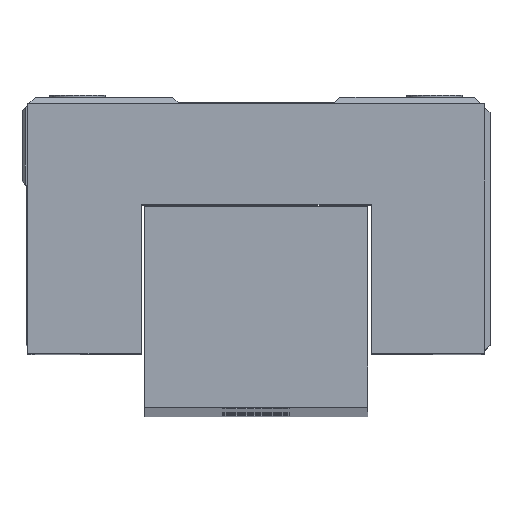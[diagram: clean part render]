
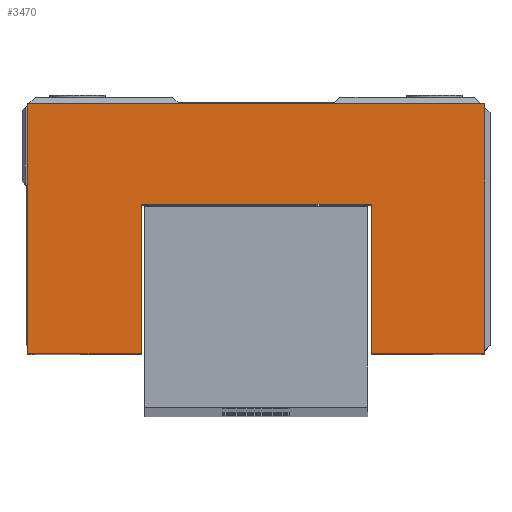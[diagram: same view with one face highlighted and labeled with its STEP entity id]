
A CAD part, top view. The second image highlights one B-rep face of the part: STEP entity #3470.
In plain terms, the highlighted planar face has unit normal (0, 0, 1).
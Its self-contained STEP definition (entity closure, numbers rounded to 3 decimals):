
#2064=DIRECTION('',(0.,-1.,0.));
#2065=VECTOR('',#2064,22.4);
#2066=CARTESIAN_POINT('',(-20.5,12.9,33.9));
#2067=LINE('',#2066,#2065);
#2068=DIRECTION('',(-1.,0.,0.));
#2069=VECTOR('',#2068,41.);
#2070=CARTESIAN_POINT('',(20.5,12.9,33.9));
#2071=LINE('',#2070,#2069);
#2072=DIRECTION('',(0.,1.,0.));
#2073=VECTOR('',#2072,22.4);
#2074=CARTESIAN_POINT('',(20.5,-9.5,33.9));
#2075=LINE('',#2074,#2073);
#2076=DIRECTION('',(1.,0.,0.));
#2077=VECTOR('',#2076,10.2);
#2078=CARTESIAN_POINT('',(10.3,-9.5,33.9));
#2079=LINE('',#2078,#2077);
#2080=DIRECTION('',(0.,-1.,0.));
#2081=VECTOR('',#2080,13.4);
#2082=CARTESIAN_POINT('',(10.3,3.9,33.9));
#2083=LINE('',#2082,#2081);
#2084=DIRECTION('',(1.,0.,0.));
#2085=VECTOR('',#2084,20.6);
#2086=CARTESIAN_POINT('',(-10.3,3.9,33.9));
#2087=LINE('',#2086,#2085);
#2088=DIRECTION('',(0.,1.,0.));
#2089=VECTOR('',#2088,13.4);
#2090=CARTESIAN_POINT('',(-10.3,-9.5,33.9));
#2091=LINE('',#2090,#2089);
#2092=DIRECTION('',(1.,0.,0.));
#2093=VECTOR('',#2092,10.2);
#2094=CARTESIAN_POINT('',(-20.5,-9.5,33.9));
#2095=LINE('',#2094,#2093);
#2524=CARTESIAN_POINT('',(-20.5,12.9,33.9));
#2525=CARTESIAN_POINT('',(-20.5,-9.5,33.9));
#2526=VERTEX_POINT('',#2524);
#2527=VERTEX_POINT('',#2525);
#2528=CARTESIAN_POINT('',(-10.3,-9.5,33.9));
#2529=VERTEX_POINT('',#2528);
#2530=CARTESIAN_POINT('',(-10.3,3.9,33.9));
#2531=VERTEX_POINT('',#2530);
#2532=CARTESIAN_POINT('',(10.3,3.9,33.9));
#2533=CARTESIAN_POINT('',(10.3,-9.5,33.9));
#2534=VERTEX_POINT('',#2532);
#2535=VERTEX_POINT('',#2533);
#2536=CARTESIAN_POINT('',(20.5,-9.5,33.9));
#2537=VERTEX_POINT('',#2536);
#2538=CARTESIAN_POINT('',(20.5,12.9,33.9));
#2539=VERTEX_POINT('',#2538);
#3453=CARTESIAN_POINT('',(0.,0.,33.9));
#3454=DIRECTION('',(0.,0.,1.));
#3455=DIRECTION('',(1.,0.,0.));
#3456=AXIS2_PLACEMENT_3D('',#3453,#3454,#3455);
#3457=PLANE('',#3456);
#3458=ORIENTED_EDGE('',*,*,#2916,.F.);
#3459=ORIENTED_EDGE('',*,*,#3036,.F.);
#3461=ORIENTED_EDGE('',*,*,#3460,.F.);
#3462=ORIENTED_EDGE('',*,*,#3359,.F.);
#3463=ORIENTED_EDGE('',*,*,#3296,.F.);
#3465=ORIENTED_EDGE('',*,*,#3464,.F.);
#3466=ORIENTED_EDGE('',*,*,#3255,.F.);
#3467=ORIENTED_EDGE('',*,*,#3194,.F.);
#3468=EDGE_LOOP('',(#3458,#3459,#3461,#3462,#3463,#3465,#3466,#3467));
#3469=FACE_OUTER_BOUND('',#3468,.F.);
#3470=ADVANCED_FACE('',(#3469),#3457,.T.);
#2916=EDGE_CURVE('',#2526,#2527,#2067,.T.);
#3036=EDGE_CURVE('',#2539,#2526,#2071,.T.);
#3194=EDGE_CURVE('',#2527,#2529,#2095,.T.);
#3255=EDGE_CURVE('',#2529,#2531,#2091,.T.);
#3296=EDGE_CURVE('',#2534,#2535,#2083,.T.);
#3359=EDGE_CURVE('',#2535,#2537,#2079,.T.);
#3460=EDGE_CURVE('',#2537,#2539,#2075,.T.);
#3464=EDGE_CURVE('',#2531,#2534,#2087,.T.);
